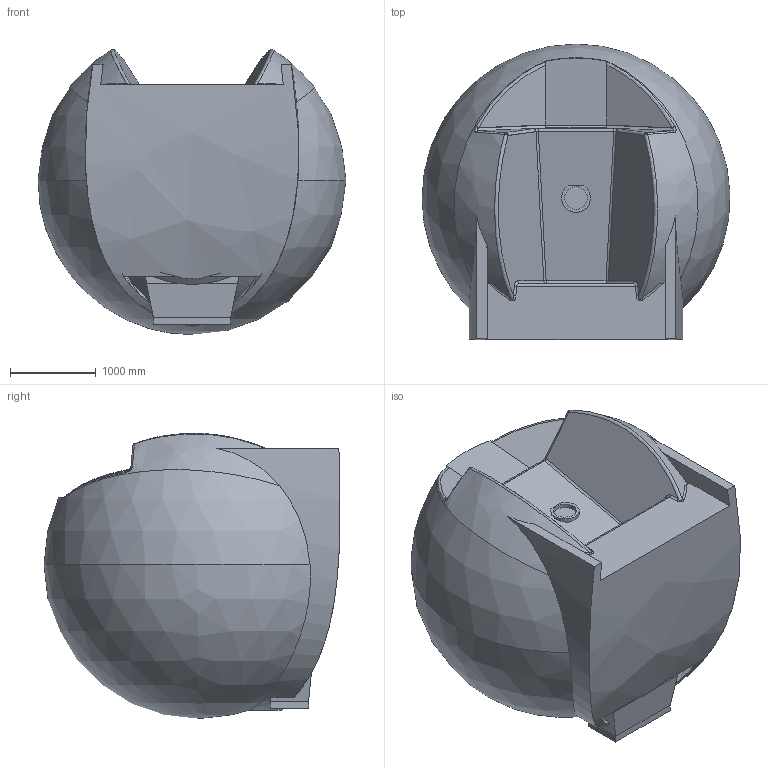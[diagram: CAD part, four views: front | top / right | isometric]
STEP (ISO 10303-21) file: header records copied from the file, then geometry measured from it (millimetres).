
FILE_DESCRIPTION (( 'STEP AP203' ), '1' );
FILE_NAME ('Cabina_Predeterminado_sldprt.STEP', '2021-03-03T16:29:07', ( '' ), ( '' ), 'SwSTEP 2.0', 'SolidWorks 2020', '' );
FILE_SCHEMA (( 'CONFIG_CONTROL_DESIGN' ));
Length unit declared in the file: centimetre
Products named in the file (1): Cabina_Predeterminado_sldprt
Bounding box: 3598.71 x 3458.77 x 3333.26 mm (x, y, z)
Volume: 6188703158.6 mm3; surface area: 92445326.9 mm2
Topology: 1 solids, 5 shells, 188 faces, 519 edges, 334 vertices
Faces by surface type: plane 89, cylinder 49, bspline 33, sphere 15, torus 2
Entity records: 9797 total; most frequent: CARTESIAN_POINT 5373, ORIENTED_EDGE 1022, DIRECTION 774, EDGE_CURVE 511, VERTEX_POINT 330, AXIS2_PLACEMENT_3D 268, LINE 238, VECTOR 238
